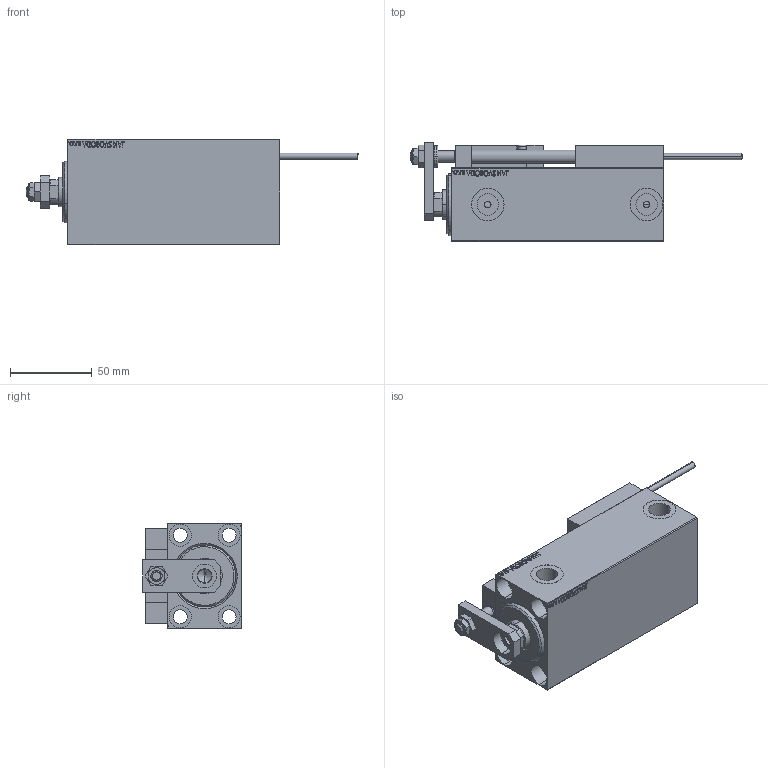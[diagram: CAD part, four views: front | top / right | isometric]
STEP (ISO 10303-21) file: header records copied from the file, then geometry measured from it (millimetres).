
FILE_DESCRIPTION (( 'STEP AP203' ), '1' );
FILE_NAME ('eb63.STEP', '2021-04-19T11:47:44', ( '' ), ( '' ), 'SwSTEP 2.0', 'SolidWorks 2019', '' );
FILE_SCHEMA (( 'CONFIG_CONTROL_DESIGN' ));
Length unit declared in the file: millimetre
Products named in the file (16): MAGNET 4be29a674a2b12b9aabae53e2ad1cbc1; ALLEN BOLT D5 4be29a674a2b12b9aabae53e2ad1cbc1; NUT_D12 4be29a674a2b12b9aabae53e2ad1cbc1; eb63; TYC_L79 4be29a674a2b12b9aabae53e2ad1cbc1; NUT_D10 4be29a674a2b12b9aabae53e2ad1cbc1; V450CM_C_VCP 4be29a674a2b12b9aabae53e2ad1cbc1; KONCOVKA 4be29a674a2b12b9aabae53e2ad1cbc1; SWITCH X 4be29a674a2b12b9aabae53e2ad1cbc1; SWITCH DIM B,W 4be29a674a2b12b9aabae53e2ad1cbc1; V450CM_C 4be29a674a2b12b9aabae53e2ad1cbc1; ALLEN BOLT D8 4be29a674a2b12b9aabae53e2ad1cbc1; SWITCH_X_FRONT_BACK 4be29a674a2b12b9aabae53e2ad1cbc1; ZARAZKA 4be29a674a2b12b9aabae53e2ad1cbc1; Block 4be29a674a2b12b9aabae53e2ad1cbc1; V450CM_VC_B 4be29a674a2b12b9aabae53e2ad1cbc1
Assembly tree (25 placements, depth 3):
  eb63
    V450CM_C 4be29a674a2b12b9aabae53e2ad1cbc1
    SWITCH X 4be29a674a2b12b9aabae53e2ad1cbc1
      SWITCH_X_FRONT_BACK 4be29a674a2b12b9aabae53e2ad1cbc1  x2
      TYC_L79 4be29a674a2b12b9aabae53e2ad1cbc1
      Block 4be29a674a2b12b9aabae53e2ad1cbc1  x2
      ALLEN BOLT D5 4be29a674a2b12b9aabae53e2ad1cbc1  x4
      ALLEN BOLT D8 4be29a674a2b12b9aabae53e2ad1cbc1  x4
      MAGNET 4be29a674a2b12b9aabae53e2ad1cbc1  x2
      KONCOVKA 4be29a674a2b12b9aabae53e2ad1cbc1  x2
    NUT_D12 4be29a674a2b12b9aabae53e2ad1cbc1
    SWITCH DIM B,W 4be29a674a2b12b9aabae53e2ad1cbc1
    ZARAZKA 4be29a674a2b12b9aabae53e2ad1cbc1
    NUT_D10 4be29a674a2b12b9aabae53e2ad1cbc1
    V450CM_C_VCP 4be29a674a2b12b9aabae53e2ad1cbc1
    V450CM_VC_B 4be29a674a2b12b9aabae53e2ad1cbc1
Bounding box: 203.7 x 60.5 x 65 mm (x, y, z)
Volume: 373892.8 mm3; surface area: 100198.9 mm2
Topology: 24 solids, 24 shells, 1299 faces, 3111 edges, 1988 vertices
Faces by surface type: plane 568, bspline 380, cylinder 190, cone 113, torus 44, sphere 4
Entity records: 50954 total; most frequent: CARTESIAN_POINT 26190, ORIENTED_EDGE 5242, DIRECTION 3534, EDGE_CURVE 2621, VERTEX_POINT 1712, LINE 1502, VECTOR 1502, EDGE_LOOP 1211
